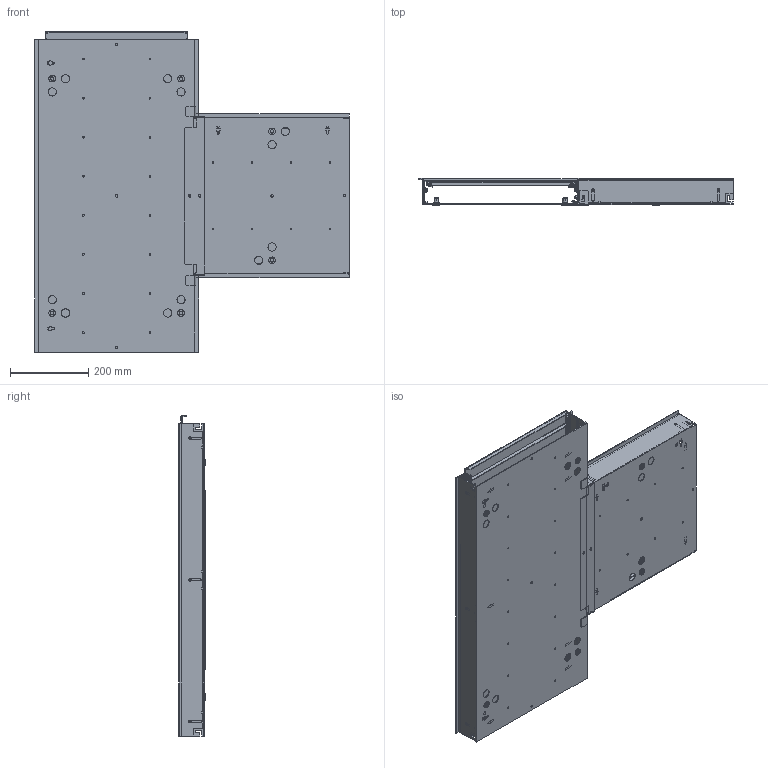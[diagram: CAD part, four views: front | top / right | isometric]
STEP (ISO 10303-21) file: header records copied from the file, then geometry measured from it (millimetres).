
FILE_DESCRIPTION (( 'STEP AP214' ), '1' );
FILE_NAME ('7403654.STEP', '2020-04-06T08:04:08', ( '' ), ( '' ), 'SwSTEP 2.0', 'SolidWorks 2018', '' );
FILE_SCHEMA (( 'AUTOMOTIVE_DESIGN' ));
Length unit declared in the file: millimetre
Products named in the file (31): 143391T1_Standard; 110776_Standard; 35011908_Standard; 110770_Standard; 143351_Standard; 110769_Standard; 7403654; P_30700584_8_Standard; 143433_Standard; 143174_Standard; 143411_Standard; 143432_Standard; 143391_Standard; 143437T1_Standard; 063225_Standard; 143436_L = 204 mm; 063268_Standard; P_39409373_1_Standard; P_35100063_1_Standard; 143472T1_Standard; 143173_Standard; 110766_Standard; 110351_L = 404 mm; 110779_Standard; 143437T2_mit Montageschutzdecke L=2000mm; 143436_L = 800 mm; 143431_Standard; 143411T1_Standard; 143352_Standard; P_30700584_20_Standard; 143472_Standard
Assembly tree (75 placements, depth 4):
  7403654
    143437T2_mit Montageschutzdecke L=2000mm
      143411_Standard
        143411T1_Standard
        P_39409373_1_Standard  x7
      143352_Standard
      143174_Standard
        143173_Standard
        P_30700584_20_Standard
      110779_Standard
      110776_Standard
      143433_Standard
      143432_Standard
      143431_Standard  x2
      35011908_Standard  x7
      143436_L = 204 mm  x2
      143436_L = 800 mm
      P_35100063_1_Standard  x8
    143437T1_Standard
      143472_Standard
        143472T1_Standard
        P_39409373_1_Standard  x4
      143351_Standard
      063268_Standard
        063225_Standard
        P_30700584_8_Standard
      110766_Standard  x2
      110769_Standard
      110770_Standard
      110351_L = 404 mm  x2
      35011908_Standard  x4
      P_35100063_1_Standard  x2
    143391_Standard
      143391T1_Standard
      P_39409373_1_Standard  x6
    35011908_Standard  x6
Bounding box: 805.9 x 68 x 819.65 mm (x, y, z)
Volume: 3890005.8 mm3; surface area: 3021459.1 mm2
Topology: 68 solids, 68 shells, 4863 faces, 13550 edges, 8936 vertices
Faces by surface type: plane 3952, cylinder 735, cone 122, torus 54
Entity records: 64656 total; most frequent: CARTESIAN_POINT 11024, ORIENTED_EDGE 10636, DIRECTION 10301, EDGE_CURVE 5318, VECTOR 4219, LINE 4219, VERTEX_POINT 3524, AXIS2_PLACEMENT_3D 3041
